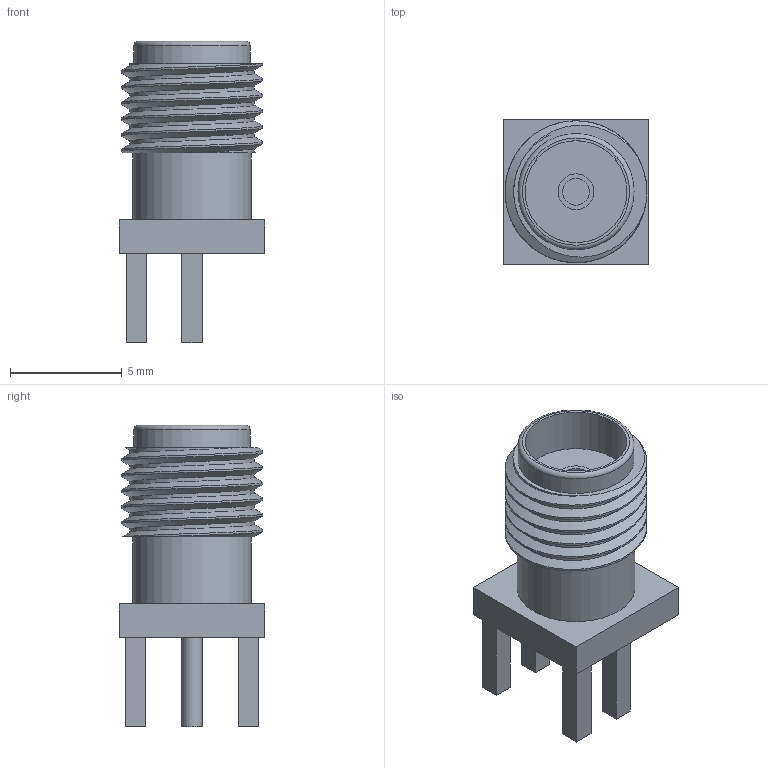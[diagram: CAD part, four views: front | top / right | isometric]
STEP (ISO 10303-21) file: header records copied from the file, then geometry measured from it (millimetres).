
FILE_DESCRIPTION(/* description */ ('STEP AP214'),/* implementation_level */ '2;1');
FILE_NAME(/* name */ 'SMA_BWSMA-KE-P001.step',/* time_stamp */ '2024-11-15T00:46:12+01:00',/* author */ (''),/* organization */ (''),/* preprocessor_version */ 'ST-DEVELOPER v20',/* originating_system */ 'Autodesk Translation Framework v13.20.0.188',/* authorisation */ '');
FILE_SCHEMA (('AUTOMOTIVE_DESIGN { 1 0 10303 214 3 1 1 }'));
Length unit declared in the file: millimetre
Products named in the file (1): SMA-TH_5P-L6.5-W6.5-H9.5_BWSMA-KE-P001
Bounding box: 6.5 x 6.5 x 13.5 mm (x, y, z)
Volume: 239.1 mm3; surface area: 438.8 mm2
Topology: 7 solids, 7 shells, 65 faces, 134 edges, 89 vertices
Faces by surface type: plane 40, cylinder 22, bspline 2, torus 1
Full cylindrical faces by diameter (mm): 0.9 x1, 1.2 x2, 1.6 x1, 4 x1, 4.567 x1, 5.2 x1, 5.3 x1, 5.586 x5, 6.35 x5
Entity records: 2684 total; most frequent: CARTESIAN_POINT 1238, ORIENTED_EDGE 268, DIRECTION 254, EDGE_CURVE 134, VERTEX_POINT 89, AXIS2_PLACEMENT_3D 87, LINE 80, VECTOR 80
